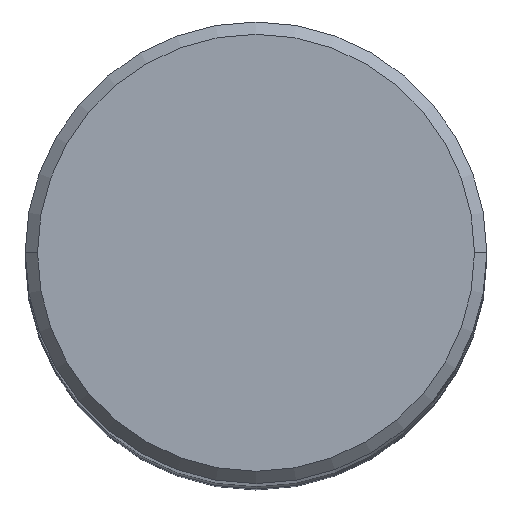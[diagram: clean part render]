
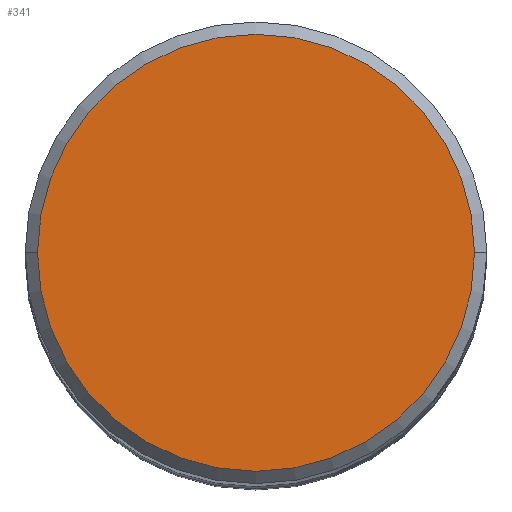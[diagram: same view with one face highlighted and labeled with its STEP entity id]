
A CAD part, top view. The second image highlights one B-rep face of the part: STEP entity #341.
In plain terms, the highlighted planar face has unit normal (0, 0, 1).
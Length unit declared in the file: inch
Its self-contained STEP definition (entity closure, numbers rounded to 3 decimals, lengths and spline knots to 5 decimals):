
#23 = ORIENTED_EDGE ( 'NONE', *, *, #168, .T. ) ;
#43 = CARTESIAN_POINT ( 'NONE',  ( 0.355, 0., 0. ) ) ;
#44 = VERTEX_POINT ( 'NONE', #43 ) ;
#168 = EDGE_CURVE ( 'NONE', #783, #44, #266, .T. ) ;
#182 = AXIS2_PLACEMENT_3D ( 'NONE', #421, #370, #689 ) ;
#193 = DIRECTION ( 'NONE',  ( 0., 0., 1. ) ) ;
#233 = AXIS2_PLACEMENT_3D ( 'NONE', #410, #537, #791 ) ;
#266 = CIRCLE ( 'NONE', #674, 0.355 ) ;
#339 = PLANE ( 'NONE',  #233 ) ;
#341 = ADVANCED_FACE ( 'NONE', ( #533 ), #339, .F. ) ;
#370 = DIRECTION ( 'NONE',  ( 0., 0., 1. ) ) ;
#380 = EDGE_LOOP ( 'NONE', ( #23, #443 ) ) ;
#407 = EDGE_CURVE ( 'NONE', #44, #783, #433, .T. ) ;
#410 = CARTESIAN_POINT ( 'NONE',  ( 0., 0.355, 0. ) ) ;
#421 = CARTESIAN_POINT ( 'NONE',  ( 0., 0., 0. ) ) ;
#433 = CIRCLE ( 'NONE', #182, 0.355 ) ;
#443 = ORIENTED_EDGE ( 'NONE', *, *, #407, .T. ) ;
#533 = FACE_OUTER_BOUND ( 'NONE', #380, .T. ) ;
#537 = DIRECTION ( 'NONE',  ( 0., 0., -1. ) ) ;
#598 = CARTESIAN_POINT ( 'NONE',  ( -0.355, 0., 0. ) ) ;
#612 = CARTESIAN_POINT ( 'NONE',  ( 0., 0., 0. ) ) ;
#639 = DIRECTION ( 'NONE',  ( 1., 0., 0. ) ) ;
#674 = AXIS2_PLACEMENT_3D ( 'NONE', #612, #193, #639 ) ;
#689 = DIRECTION ( 'NONE',  ( 1., 0., 0. ) ) ;
#783 = VERTEX_POINT ( 'NONE', #598 ) ;
#791 = DIRECTION ( 'NONE',  ( -1., 0., 0. ) ) ;
